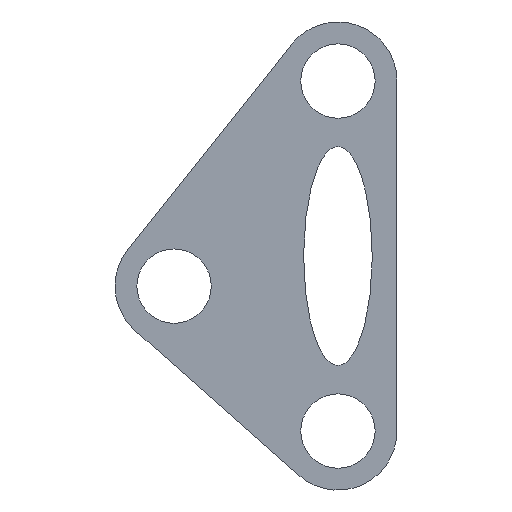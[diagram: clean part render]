
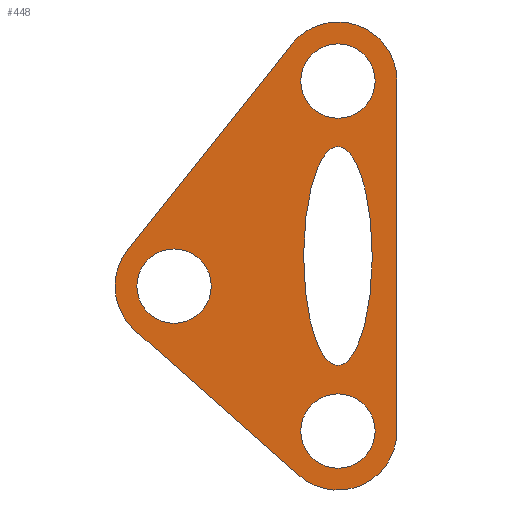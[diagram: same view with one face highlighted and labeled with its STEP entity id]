
A CAD part, left-side view. The second image highlights one B-rep face of the part: STEP entity #448.
In plain terms, the highlighted planar face has unit normal (-1, 0, 0).
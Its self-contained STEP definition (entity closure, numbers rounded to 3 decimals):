
#2 = AXIS2_PLACEMENT_3D ( 'NONE', #399, #503, #223 ) ;
#7 = ORIENTED_EDGE ( 'NONE', *, *, #599, .T. ) ;
#8 = DIRECTION ( 'NONE',  ( 1., 0., 0. ) ) ;
#11 = DIRECTION ( 'NONE',  ( 0., 0.624, -0.781 ) ) ;
#16 = ORIENTED_EDGE ( 'NONE', *, *, #225, .T. ) ;
#17 = DIRECTION ( 'NONE',  ( 0., 0., -1. ) ) ;
#22 = VERTEX_POINT ( 'NONE', #155 ) ;
#25 = CARTESIAN_POINT ( 'NONE',  ( 0., 0., -8.5 ) ) ;
#30 = CARTESIAN_POINT ( 'NONE',  ( 0., 0., -15. ) ) ;
#31 = AXIS2_PLACEMENT_3D ( 'NONE', #279, #145, #81 ) ;
#33 = CIRCLE ( 'NONE', #197, 8.5 ) ;
#38 = EDGE_LOOP ( 'NONE', ( #521, #16 ) ) ;
#41 = CIRCLE ( 'NONE', #259, 13.5 ) ;
#43 = LINE ( 'NONE', #473, #275 ) ;
#46 = DIRECTION ( 'NONE',  ( 1., 0., 0. ) ) ;
#51 = ORIENTED_EDGE ( 'NONE', *, *, #251, .T. ) ;
#55 = AXIS2_PLACEMENT_3D ( 'NONE', #194, #8, #175 ) ;
#57 = FACE_BOUND ( 'NONE', #64, .T. ) ;
#64 = EDGE_LOOP ( 'NONE', ( #7, #346 ) ) ;
#67 = AXIS2_PLACEMENT_3D ( 'NONE', #263, #598, #309 ) ;
#70 = PLANE ( 'NONE',  #516 ) ;
#75 = DIRECTION ( 'NONE',  ( 1., 0., 0. ) ) ;
#81 = DIRECTION ( 'NONE',  ( 0., 0., -1. ) ) ;
#84 = VERTEX_POINT ( 'NONE', #569 ) ;
#88 = CARTESIAN_POINT ( 'NONE',  ( 0., 37.453, -46.875 ) ) ;
#95 = EDGE_LOOP ( 'NONE', ( #576, #51, #333, #105, #137, #274, #150 ) ) ;
#97 = CARTESIAN_POINT ( 'NONE',  ( 0., 0., 0. ) ) ;
#105 = ORIENTED_EDGE ( 'NONE', *, *, #560, .T. ) ;
#112 = VERTEX_POINT ( 'NONE', #426 ) ;
#113 = VERTEX_POINT ( 'NONE', #430 ) ;
#130 = FACE_BOUND ( 'NONE', #446, .T. ) ;
#131 = EDGE_CURVE ( 'NONE', #112, #267, #41, .T. ) ;
#134 = CIRCLE ( 'NONE', #201, 13.5 ) ;
#137 = ORIENTED_EDGE ( 'NONE', *, *, #131, .F. ) ;
#138 = CARTESIAN_POINT ( 'NONE',  ( 0., 0., -80. ) ) ;
#143 = CARTESIAN_POINT ( 'NONE',  ( 0., 0., -65. ) ) ;
#145 = DIRECTION ( 'NONE',  ( 1., 0., 0. ) ) ;
#148 = CARTESIAN_POINT ( 'NONE',  ( 0., -15.697, -15. ) ) ;
#150 = ORIENTED_EDGE ( 'NONE', *, *, #291, .T. ) ;
#153 = CARTESIAN_POINT ( 'NONE',  ( 0., 0., -71.5 ) ) ;
#155 = CARTESIAN_POINT ( 'NONE',  ( 0., 37.453, -38.375 ) ) ;
#162 = AXIS2_PLACEMENT_3D ( 'NONE', #138, #323, #559 ) ;
#166 = ORIENTED_EDGE ( 'NONE', *, *, #593, .T. ) ;
#171 = CIRCLE ( 'NONE', #422, 13.5 ) ;
#172 = VERTEX_POINT ( 'NONE', #425 ) ;
#175 = DIRECTION ( 'NONE',  ( 0., 0., -1. ) ) ;
#191 = FACE_OUTER_BOUND ( 'NONE', #95, .T. ) ;
#194 = CARTESIAN_POINT ( 'NONE',  ( 0., 0., -80. ) ) ;
#196 = CARTESIAN_POINT ( 'NONE',  ( 0., 10.547, 8.427 ) ) ;
#197 = AXIS2_PLACEMENT_3D ( 'NONE', #88, #419, #316 ) ;
#198 =( BOUNDED_CURVE ( )  B_SPLINE_CURVE ( 3, ( #283, #148, #285, #487 ),
 .UNSPECIFIED., .F., .T. ) 
 B_SPLINE_CURVE_WITH_KNOTS ( ( 4, 4 ),
 ( 3.142, 6.283 ),
 .UNSPECIFIED. ) 
 CURVE ( )  GEOMETRIC_REPRESENTATION_ITEM ( )  RATIONAL_B_SPLINE_CURVE ( ( 1., 0.333, 0.333, 1. ) ) 
 REPRESENTATION_ITEM ( '' )  );
#201 = AXIS2_PLACEMENT_3D ( 'NONE', #437, #381, #17 ) ;
#204 = DIRECTION ( 'NONE',  ( 0., -0.749, -0.662 ) ) ;
#212 = VERTEX_POINT ( 'NONE', #383 ) ;
#223 = DIRECTION ( 'NONE',  ( 0., 0., -1. ) ) ;
#225 = EDGE_CURVE ( 'NONE', #434, #212, #198, .T. ) ;
#228 = CIRCLE ( 'NONE', #501, 13.5 ) ;
#230 = VERTEX_POINT ( 'NONE', #477 ) ;
#237 = FACE_BOUND ( 'NONE', #38, .T. ) ;
#239 = VERTEX_POINT ( 'NONE', #153 ) ;
#241 = DIRECTION ( 'NONE',  ( 1., 0., 0. ) ) ;
#245 = EDGE_LOOP ( 'NONE', ( #166, #436 ) ) ;
#249 = CARTESIAN_POINT ( 'NONE',  ( 0., 0., 0. ) ) ;
#251 = EDGE_CURVE ( 'NONE', #230, #84, #304, .T. ) ;
#252 = EDGE_CURVE ( 'NONE', #312, #230, #134, .T. ) ;
#259 = AXIS2_PLACEMENT_3D ( 'NONE', #249, #241, #557 ) ;
#261 = ORIENTED_EDGE ( 'NONE', *, *, #458, .T. ) ;
#263 = CARTESIAN_POINT ( 'NONE',  ( 0., 37.453, -46.875 ) ) ;
#265 = CARTESIAN_POINT ( 'NONE',  ( 0., 15.697, -65. ) ) ;
#267 = VERTEX_POINT ( 'NONE', #379 ) ;
#274 = ORIENTED_EDGE ( 'NONE', *, *, #571, .F. ) ;
#275 = VECTOR ( 'NONE', #370, 1000. ) ;
#279 = CARTESIAN_POINT ( 'NONE',  ( 0., 0., 0. ) ) ;
#281 = DIRECTION ( 'NONE',  ( 1., 0., 0. ) ) ;
#283 = CARTESIAN_POINT ( 'NONE',  ( 0., 0., -15. ) ) ;
#285 = CARTESIAN_POINT ( 'NONE',  ( 0., -15.697, -65. ) ) ;
#291 = EDGE_CURVE ( 'NONE', #355, #312, #549, .T. ) ;
#295 = CARTESIAN_POINT ( 'NONE',  ( 0., 10.547, 8.427 ) ) ;
#304 = LINE ( 'NONE', #535, #450 ) ;
#305 = VERTEX_POINT ( 'NONE', #432 ) ;
#309 = DIRECTION ( 'NONE',  ( 0., 0., -1. ) ) ;
#312 = VERTEX_POINT ( 'NONE', #594 ) ;
#316 = DIRECTION ( 'NONE',  ( 0., 0., -1. ) ) ;
#323 = DIRECTION ( 'NONE',  ( 1., 0., 0. ) ) ;
#324 = CARTESIAN_POINT ( 'NONE',  ( 0., 0., -88.5 ) ) ;
#333 = ORIENTED_EDGE ( 'NONE', *, *, #515, .F. ) ;
#337 = CIRCLE ( 'NONE', #2, 8.5 ) ;
#346 = ORIENTED_EDGE ( 'NONE', *, *, #466, .T. ) ;
#354 = CIRCLE ( 'NONE', #162, 8.5 ) ;
#355 = VERTEX_POINT ( 'NONE', #295 ) ;
#363 = VERTEX_POINT ( 'NONE', #25 ) ;
#370 = DIRECTION ( 'NONE',  ( 0., 0., 1. ) ) ;
#378 = CARTESIAN_POINT ( 'NONE',  ( 0., 0., -15. ) ) ;
#379 = CARTESIAN_POINT ( 'NONE',  ( 0., -13.5, 0. ) ) ;
#381 = DIRECTION ( 'NONE',  ( -1., 0., 0. ) ) ;
#383 = CARTESIAN_POINT ( 'NONE',  ( 0., 0., -65. ) ) ;
#385 = VECTOR ( 'NONE', #11, 1000. ) ;
#399 = CARTESIAN_POINT ( 'NONE',  ( 0., 0., 0. ) ) ;
#416 = CIRCLE ( 'NONE', #55, 8.5 ) ;
#418 = DIRECTION ( 'NONE',  ( 0., 0., -1. ) ) ;
#419 = DIRECTION ( 'NONE',  ( 1., 0., 0. ) ) ;
#421 = DIRECTION ( 'NONE',  ( 0., 0., -1. ) ) ;
#422 = AXIS2_PLACEMENT_3D ( 'NONE', #470, #46, #421 ) ;
#425 = CARTESIAN_POINT ( 'NONE',  ( 0., 37.453, -55.375 ) ) ;
#426 = CARTESIAN_POINT ( 'NONE',  ( 0., 0., 13.5 ) ) ;
#430 = CARTESIAN_POINT ( 'NONE',  ( 0., -13.5, -80. ) ) ;
#432 = CARTESIAN_POINT ( 'NONE',  ( 0., 0., 8.5 ) ) ;
#434 = VERTEX_POINT ( 'NONE', #30 ) ;
#435 = CIRCLE ( 'NONE', #67, 8.5 ) ;
#436 = ORIENTED_EDGE ( 'NONE', *, *, #505, .T. ) ;
#437 = CARTESIAN_POINT ( 'NONE',  ( 0., 37.453, -46.875 ) ) ;
#446 = EDGE_LOOP ( 'NONE', ( #261, #453 ) ) ;
#448 = ADVANCED_FACE ( 'NONE', ( #237, #191, #537, #57, #130 ), #70, .F. ) ;
#450 = VECTOR ( 'NONE', #204, 1000. ) ;
#453 = ORIENTED_EDGE ( 'NONE', *, *, #495, .T. ) ;
#458 = EDGE_CURVE ( 'NONE', #305, #363, #337, .T. ) ;
#466 = EDGE_CURVE ( 'NONE', #172, #22, #435, .T. ) ;
#470 = CARTESIAN_POINT ( 'NONE',  ( 0., 0., -80. ) ) ;
#473 = CARTESIAN_POINT ( 'NONE',  ( 0., -13.5, 0. ) ) ;
#477 = CARTESIAN_POINT ( 'NONE',  ( 0., 46.397, -56.987 ) ) ;
#487 = CARTESIAN_POINT ( 'NONE',  ( 0., 0., -65. ) ) ;
#495 = EDGE_CURVE ( 'NONE', #363, #305, #519, .T. ) ;
#501 = AXIS2_PLACEMENT_3D ( 'NONE', #97, #281, #418 ) ;
#502 = DIRECTION ( 'NONE',  ( 0., 0., -1. ) ) ;
#503 = DIRECTION ( 'NONE',  ( 1., 0., 0. ) ) ;
#505 = EDGE_CURVE ( 'NONE', #566, #239, #416, .T. ) ;
#515 = EDGE_CURVE ( 'NONE', #113, #84, #171, .T. ) ;
#516 = AXIS2_PLACEMENT_3D ( 'NONE', #555, #75, #502 ) ;
#519 = CIRCLE ( 'NONE', #31, 8.5 ) ;
#521 = ORIENTED_EDGE ( 'NONE', *, *, #610, .T. ) ;
#535 = CARTESIAN_POINT ( 'NONE',  ( 0., 48.644, -55. ) ) ;
#537 = FACE_BOUND ( 'NONE', #245, .T. ) ;
#549 = LINE ( 'NONE', #196, #385 ) ;
#555 = CARTESIAN_POINT ( 'NONE',  ( 0., 0., 0. ) ) ;
#557 = DIRECTION ( 'NONE',  ( 0., 0., -1. ) ) ;
#559 = DIRECTION ( 'NONE',  ( 0., 0., -1. ) ) ;
#560 = EDGE_CURVE ( 'NONE', #113, #267, #43, .T. ) ;
#563 =( BOUNDED_CURVE ( )  B_SPLINE_CURVE ( 3, ( #143, #265, #606, #378 ),
 .UNSPECIFIED., .F., .T. ) 
 B_SPLINE_CURVE_WITH_KNOTS ( ( 4, 4 ),
 ( 0., 3.142 ),
 .UNSPECIFIED. ) 
 CURVE ( )  GEOMETRIC_REPRESENTATION_ITEM ( )  RATIONAL_B_SPLINE_CURVE ( ( 1., 0.333, 0.333, 1. ) ) 
 REPRESENTATION_ITEM ( '' )  );
#566 = VERTEX_POINT ( 'NONE', #324 ) ;
#569 = CARTESIAN_POINT ( 'NONE',  ( 0., 8.944, -90.112 ) ) ;
#571 = EDGE_CURVE ( 'NONE', #355, #112, #228, .T. ) ;
#576 = ORIENTED_EDGE ( 'NONE', *, *, #252, .T. ) ;
#593 = EDGE_CURVE ( 'NONE', #239, #566, #354, .T. ) ;
#594 = CARTESIAN_POINT ( 'NONE',  ( 0., 48., -38.448 ) ) ;
#598 = DIRECTION ( 'NONE',  ( 1., 0., 0. ) ) ;
#599 = EDGE_CURVE ( 'NONE', #22, #172, #33, .T. ) ;
#606 = CARTESIAN_POINT ( 'NONE',  ( 0., 15.697, -15. ) ) ;
#610 = EDGE_CURVE ( 'NONE', #212, #434, #563, .T. ) ;
